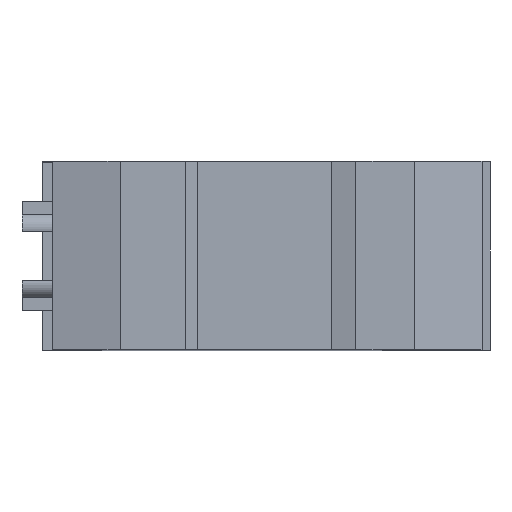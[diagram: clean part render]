
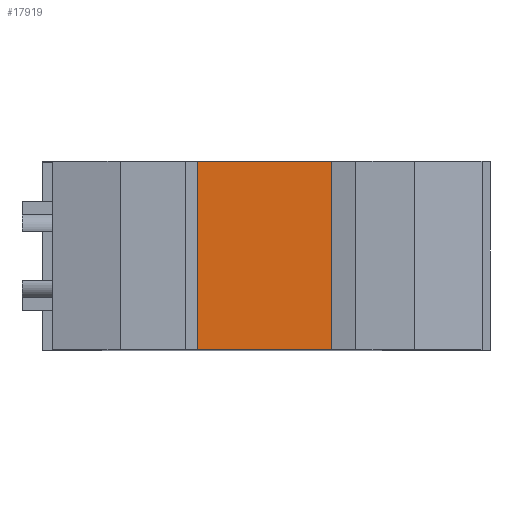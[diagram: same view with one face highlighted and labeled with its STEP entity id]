
A CAD part, top view. The second image highlights one B-rep face of the part: STEP entity #17919.
In plain terms, the highlighted face is planar.
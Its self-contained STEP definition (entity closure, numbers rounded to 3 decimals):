
#3564 = CARTESIAN_POINT ( 'NONE',  ( -22.899, 59.149, 53.643 ) ) ;
#3566 = DIRECTION ( 'NONE',  ( 1., 0., 0. ) ) ;
#3567 = VECTOR ( 'NONE', #3566, 1000. ) ;
#3568 = CARTESIAN_POINT ( 'NONE',  ( -22.899, 59.149, 53.643 ) ) ;
#3569 = LINE ( 'NONE', #3568, #3567 ) ;
#3645 = CARTESIAN_POINT ( 'NONE',  ( -61.399, 59.149, 53.643 ) ) ;
#8416 = DIRECTION ( 'NONE',  ( 0., 0., -1. ) ) ;
#8417 = VECTOR ( 'NONE', #8416, 1000. ) ;
#8418 = CARTESIAN_POINT ( 'NONE',  ( -61.399, 59.149, 31.243 ) ) ;
#8419 = LINE ( 'NONE', #8418, #8417 ) ;
#8794 = DIRECTION ( 'NONE',  ( 0., 0., -1. ) ) ;
#8795 = VECTOR ( 'NONE', #8794, 1000. ) ;
#8796 = CARTESIAN_POINT ( 'NONE',  ( -22.899, 59.149, 31.243 ) ) ;
#8797 = LINE ( 'NONE', #8796, #8795 ) ;
#8803 = DIRECTION ( 'NONE',  ( -1., 0., 0. ) ) ;
#8804 = DIRECTION ( 'NONE',  ( 0., 1., 0. ) ) ;
#8805 = CARTESIAN_POINT ( 'NONE',  ( -22.899, 59.149, 31.243 ) ) ;
#8806 = AXIS2_PLACEMENT_3D ( 'NONE', #8805, #8804, #8803 ) ;
#8807 = PLANE ( 'NONE',  #8806 ) ;
#8808 = FACE_OUTER_BOUND ( 'NONE', #17808, .T. ) ;
#14909 = VERTEX_POINT ( 'NONE', #24127 ) ;
#14911 = EDGE_CURVE ( 'NONE', #14921, #14909, #24183, .T. ) ;
#14921 = VERTEX_POINT ( 'NONE', #24164 ) ;
#17051 = EDGE_CURVE ( 'NONE', #17083, #17054, #3569, .T. ) ;
#17054 = VERTEX_POINT ( 'NONE', #3564 ) ;
#17083 = VERTEX_POINT ( 'NONE', #3645 ) ;
#17803 = EDGE_CURVE ( 'NONE', #17083, #14921, #8419, .T. ) ;
#17808 = EDGE_LOOP ( 'NONE', ( #17921, #17923, #17927, #17928 ) ) ;
#17919 = ADVANCED_FACE ( 'NONE', ( #8808 ), #8807, .F. ) ;
#17921 = ORIENTED_EDGE ( 'NONE', *, *, #14911, .T. ) ;
#17923 = ORIENTED_EDGE ( 'NONE', *, *, #17925, .F. ) ;
#17925 = EDGE_CURVE ( 'NONE', #17054, #14909, #8797, .T. ) ;
#17927 = ORIENTED_EDGE ( 'NONE', *, *, #17051, .F. ) ;
#17928 = ORIENTED_EDGE ( 'NONE', *, *, #17803, .T. ) ;
#24127 = CARTESIAN_POINT ( 'NONE',  ( -22.899, 59.149, 8.843 ) ) ;
#24164 = CARTESIAN_POINT ( 'NONE',  ( -61.399, 59.149, 8.843 ) ) ;
#24180 = DIRECTION ( 'NONE',  ( 1., 0., 0. ) ) ;
#24181 = VECTOR ( 'NONE', #24180, 1000. ) ;
#24182 = CARTESIAN_POINT ( 'NONE',  ( -22.899, 59.149, 8.843 ) ) ;
#24183 = LINE ( 'NONE', #24182, #24181 ) ;
